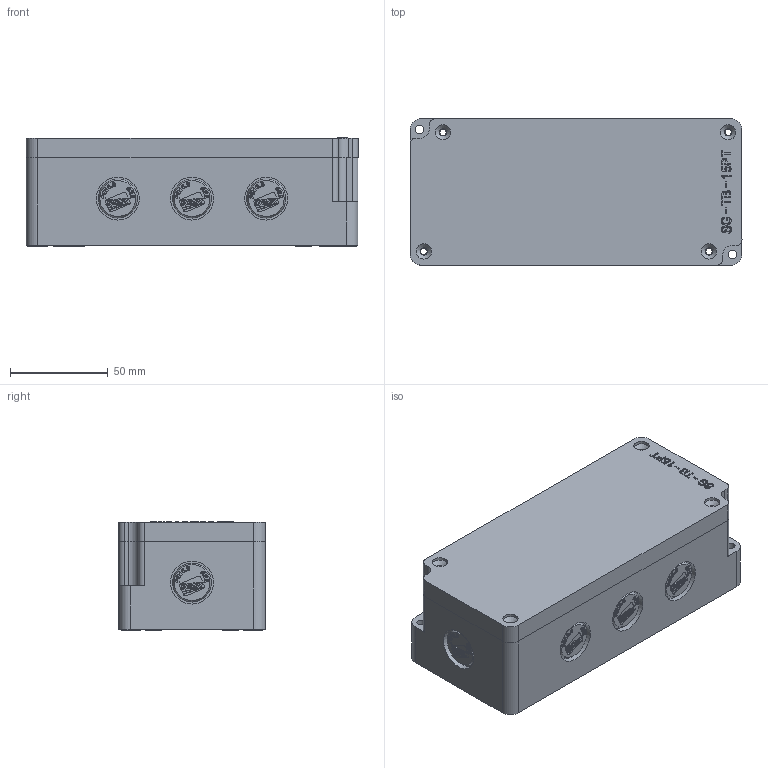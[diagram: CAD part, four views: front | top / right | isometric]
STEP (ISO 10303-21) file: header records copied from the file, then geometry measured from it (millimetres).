
FILE_DESCRIPTION(/* description */ (''),/* implementation_level */ '2;1');
FILE_NAME(/* name */ 'SG-TB-15PT 제품도.stp',/* time_stamp */ '2025-11-25T18:00:03+09:00',/* author */ (''),/* organization */ (''),/* preprocessor_version */ 'ST-DEVELOPER v16',/* originating_system */ 'SIEMENS PLM Software NX 10.0',/* authorisation */ '');
FILE_SCHEMA (('AUTOMOTIVE_DESIGN { 1 0 10303 214 3 1 1 1 }'));
Products named in the file (1): WIN7FE0697697w1
Bounding box: 170 x 75 x 55.7 mm (x, y, z)
Volume: 195433.1 mm3; surface area: 141240.7 mm2
Topology: 47 solids, 47 shells, 4897 faces, 13281 edges, 8738 vertices
Faces by surface type: plane 3284, extrusion 738, cylinder 654, bspline 148, cone 43, torus 30
Full cylindrical faces by diameter (mm): 3.25 x4, 3.4 x30, 3.5 x30, 4 x2, 4.4 x32, 5 x10, 5.7 x30, 6 x4, 7.8 x4, 8 x10, 22 x5
Entity records: 183790 total; most frequent: CARTESIAN_POINT 43111, ORIENTED_EDGE 26012, DIRECTION 21578, EDGE_CURVE 13006, VECTOR 10106, LINE 9368, VERTEX_POINT 8697, AXIS2_PLACEMENT_3D 5736
